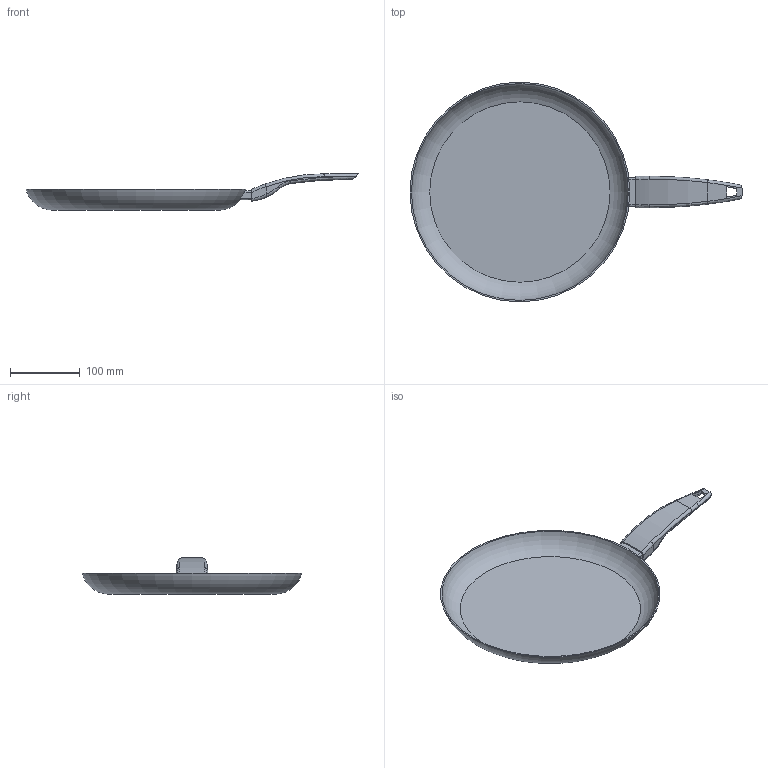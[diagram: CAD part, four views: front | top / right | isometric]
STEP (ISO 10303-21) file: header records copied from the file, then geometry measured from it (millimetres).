
FILE_DESCRIPTION(/* description */ ('Unknown'),/* implementation_level */ '2;1');
FILE_NAME(/* name */ 'Pan',/* time_stamp */ '2018-10-22T22:22:36+02:00',/* author */ ('Unknown'),/* organization */ ('Unknown'),/* preprocessor_version */ 'ST-DEVELOPER v16.7',/* originating_system */ 'DEX',/* authorisation */ $);
FILE_SCHEMA (('AUTOMOTIVE_DESIGN {1 0 10303 214 3 1 1}'));
Length unit declared in the file: millimetre
Products named in the file (1): Pan
Bounding box: 476.05 x 315.15 x 52.17 mm (x, y, z)
Volume: 314447.8 mm3; surface area: 198064.2 mm2
Topology: 1 solids, 1 shells, 52 faces, 137 edges, 88 vertices
Faces by surface type: plane 20, cylinder 12, bspline 12, torus 8
Entity records: 2200 total; most frequent: CARTESIAN_POINT 628, ORIENTED_EDGE 264, DIRECTION 218, EDGE_CURVE 132, VERTEX_POINT 86, AXIS2_PLACEMENT_3D 85, EDGE_LOOP 58, FACE_BOUND 58
